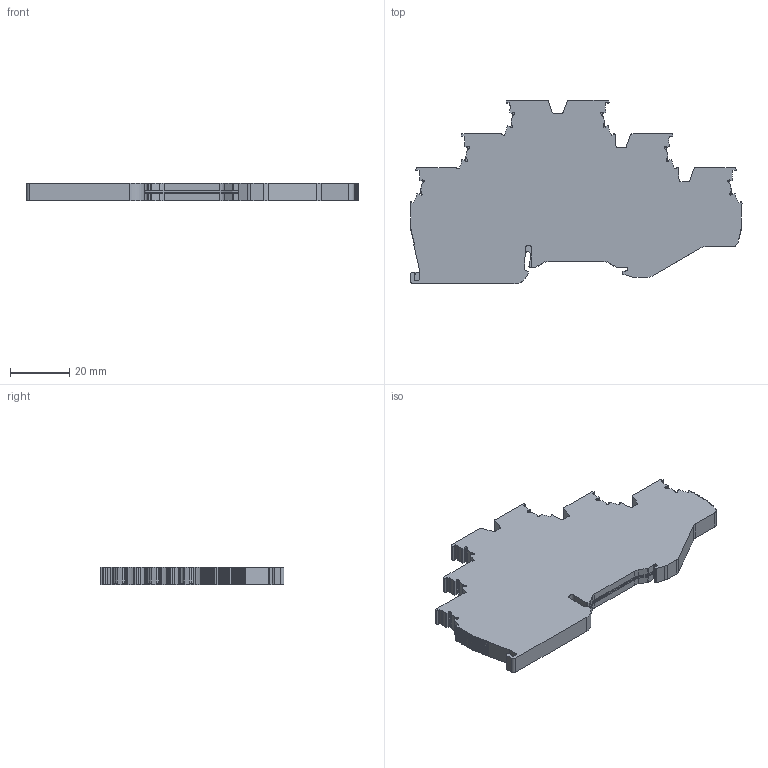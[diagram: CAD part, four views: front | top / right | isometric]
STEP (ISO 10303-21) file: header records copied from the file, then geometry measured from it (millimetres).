
FILE_DESCRIPTION (( 'STEP AP203' ), '1' );
FILE_NAME ('OPK 2,5 剸 KATLI KAPAKLI.STEP', '2022-03-21T11:50:48', ( '' ), ( '' ), 'SwSTEP 2.0', 'SolidWorks 2011', '' );
FILE_SCHEMA (( 'CONFIG_CONTROL_DESIGN' ));
Length unit declared in the file: millimetre
Products named in the file (1): OPK 2,5 剸 KATLI KAPAKLI
Bounding box: 111.7 x 61.88 x 5.85 mm (x, y, z)
Volume: 27942.3 mm3; surface area: 12107.2 mm2
Topology: 1 solids, 1 shells, 526 faces, 1572 edges, 1048 vertices
Faces by surface type: cylinder 299, plane 227
Entity records: 18004 total; most frequent: DIRECTION 3237, CARTESIAN_POINT 3147, ORIENTED_EDGE 3144, EDGE_CURVE 1572, AXIS2_PLACEMENT_3D 1138, VERTEX_POINT 1048, LINE 961, VECTOR 961
